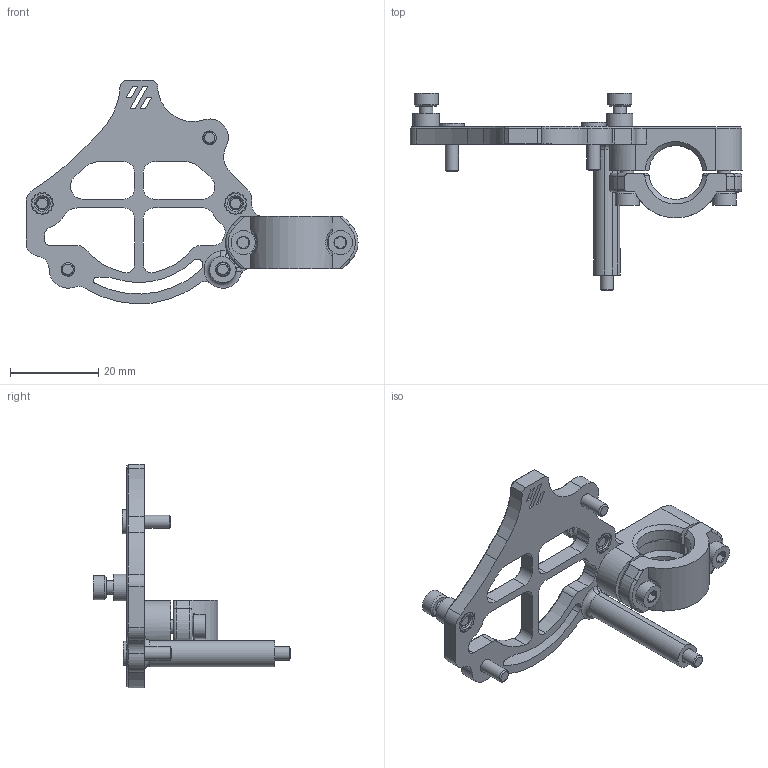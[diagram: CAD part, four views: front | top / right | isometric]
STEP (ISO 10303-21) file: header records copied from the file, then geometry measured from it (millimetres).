
FILE_DESCRIPTION(/* description */ (''),/* implementation_level */ '2;1');
FILE_NAME(/* name */ 'WWG2_NH36_PUG_mount_assembly.step',/* time_stamp */ '2024-08-09T06:57:28-05:00',/* author */ (''),/* organization */ (''),/* preprocessor_version */ 'ST-DEVELOPER v20',/* originating_system */ 'Autodesk Translation Framework v13.14.0.145',/* authorisation */ '');
FILE_SCHEMA (('AUTOMOTIVE_DESIGN { 1 0 10303 214 3 1 1 }'));
Length unit declared in the file: millimetre
Products named in the file (11): CANBoard_Mount(XOL2)_NOTAP(PUG)_nospacer; fasteners; M3x30 SHCS; (Unsaved); M3x8 SHCS; NH36_mount_PUG.stl; pug_front; spacer_3.0mm _ID_(2x); spacer_3.0mm _ID_(2x) (1); spacer_3.2mm _ID (1); spacer_3.2mm _ID
Assembly tree (18 placements, depth 3):
  CANBoard_Mount(XOL2)_NOTAP(PUG)_nospacer
    fasteners
      (Unsaved)  x4
      M3x30 SHCS
      M3x8 SHCS  x6
    NH36_mount_PUG.stl
    pug_front
    spacer_3.0mm _ID_(2x)
    spacer_3.0mm _ID_(2x) (1)
    spacer_3.2mm _ID (1)
    spacer_3.2mm _ID
Bounding box: 75.21 x 44.8 x 50.65 mm (x, y, z)
Volume: 9264 mm3; surface area: 9997.9 mm2
Topology: 17 solids, 17 shells, 1028 faces, 2637 edges, 1675 vertices
Faces by surface type: bspline 330, cylinder 255, plane 246, cone 184, torus 13
Full cylindrical faces by diameter (mm): 2.9 x4, 3 x9, 3.086 x2, 3.2 x2, 3.4 x1, 4.1 x4, 4.25 x8, 4.7 x4, 5.5 x10, 6 x4
Entity records: 22446 total; most frequent: CARTESIAN_POINT 9297, ORIENTED_EDGE 2732, DIRECTION 2628, EDGE_CURVE 1366, AXIS2_PLACEMENT_3D 1011, VERTEX_POINT 853, LINE 606, VECTOR 606
